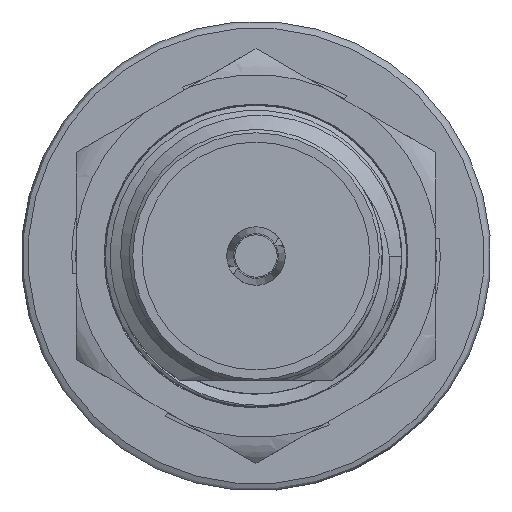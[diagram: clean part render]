
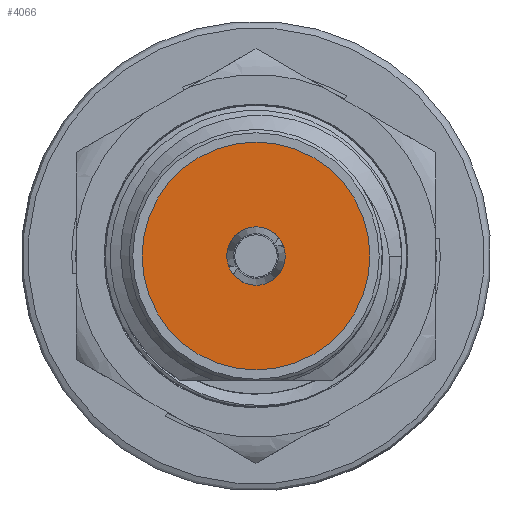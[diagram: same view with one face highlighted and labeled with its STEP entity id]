
A CAD part, front view. The second image highlights one B-rep face of the part: STEP entity #4066.
In plain terms, the highlighted planar face has unit normal (0, -1, 0).
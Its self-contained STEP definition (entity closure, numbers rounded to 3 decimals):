
#1122=ORIENTED_EDGE('',*,*,#2244,.F.);
#1123=ORIENTED_EDGE('',*,*,#2245,.F.);
#2244=EDGE_CURVE('',#2828,#2828,#3215,.T.);
#2245=EDGE_CURVE('',#2829,#2829,#3216,.T.);
#2828=VERTEX_POINT('',#7299);
#2829=VERTEX_POINT('',#7302);
#3215=CIRCLE('',#5770,2.475);
#3216=CIRCLE('',#5772,0.635);
#3384=EDGE_LOOP('',(#1122));
#3385=EDGE_LOOP('',(#1123));
#3683=FACE_BOUND('',#3384,.T.);
#3684=FACE_BOUND('',#3385,.T.);
#3949=PLANE('',#5771);
#4066=ADVANCED_FACE('',(#3683,#3684),#3949,.F.);
#5770=AXIS2_PLACEMENT_3D('',#7298,#6323,#6324);
#5771=AXIS2_PLACEMENT_3D('',#7300,#6325,#6326);
#5772=AXIS2_PLACEMENT_3D('',#7301,#6327,#6328);
#6323=DIRECTION('',(0.,1.,0.));
#6324=DIRECTION('',(0.,0.,-1.));
#6325=DIRECTION('',(0.,1.,0.));
#6326=DIRECTION('',(1.,0.,0.));
#6327=DIRECTION('',(0.,-1.,0.));
#6328=DIRECTION('',(-0.5,0.,0.866));
#7298=CARTESIAN_POINT('',(0.,-76.91,0.));
#7299=CARTESIAN_POINT('',(0.,-76.91,-2.475));
#7300=CARTESIAN_POINT('',(0.,-76.91,0.));
#7301=CARTESIAN_POINT('',(0.,-76.91,0.));
#7302=CARTESIAN_POINT('',(-0.317,-76.91,0.55));
